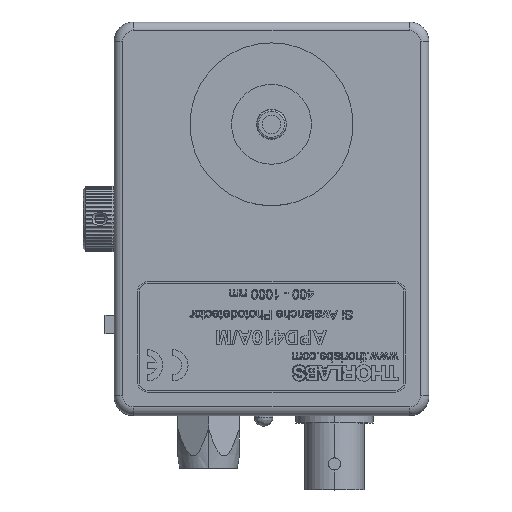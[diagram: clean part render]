
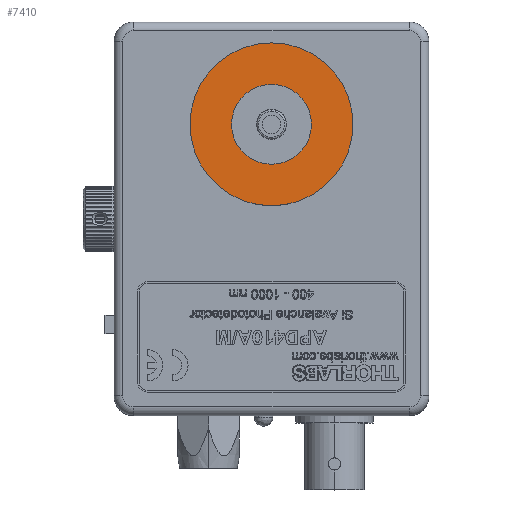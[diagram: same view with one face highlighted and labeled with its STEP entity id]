
A CAD part, top view. The second image highlights one B-rep face of the part: STEP entity #7410.
In plain terms, the highlighted planar face has unit normal (0, 0, 1).
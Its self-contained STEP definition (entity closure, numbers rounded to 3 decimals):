
#151 = CIRCLE ( 'NONE', #35631, 6.439 ) ;
#1318 = EDGE_CURVE ( 'NONE', #42113, #48408, #151, .T. ) ;
#1393 = EDGE_CURVE ( 'NONE', #45204, #18085, #24444, .T. ) ;
#3790 = DIRECTION ( 'NONE',  ( 1., 0., 0. ) ) ;
#6479 = DIRECTION ( 'NONE',  ( 0., 0., 1. ) ) ;
#6925 = DIRECTION ( 'NONE',  ( 0., 0., 1. ) ) ;
#7410 = ADVANCED_FACE ( 'NONE', ( #11582, #45513 ), #16620, .T. ) ;
#10995 = CARTESIAN_POINT ( 'NONE',  ( 25.4, 46.99, 27.432 ) ) ;
#11128 = CARTESIAN_POINT ( 'NONE',  ( 38.544, 46.99, 27.432 ) ) ;
#11582 = FACE_BOUND ( 'NONE', #30253, .T. ) ;
#14437 = DIRECTION ( 'NONE',  ( 0., 0., 1. ) ) ;
#14906 = CIRCLE ( 'NONE', #16249, 13.144 ) ;
#15438 = DIRECTION ( 'NONE',  ( 1., 0., 0. ) ) ;
#16249 = AXIS2_PLACEMENT_3D ( 'NONE', #33433, #6925, #37877 ) ;
#16620 = PLANE ( 'NONE',  #18161 ) ;
#16857 = EDGE_LOOP ( 'NONE', ( #31316, #39453 ) ) ;
#18085 = VERTEX_POINT ( 'NONE', #21507 ) ;
#18161 = AXIS2_PLACEMENT_3D ( 'NONE', #56805, #30286, #3790 ) ;
#20051 = CARTESIAN_POINT ( 'NONE',  ( 31.839, 46.99, 27.432 ) ) ;
#21507 = CARTESIAN_POINT ( 'NONE',  ( 12.256, 46.99, 27.432 ) ) ;
#24444 = CIRCLE ( 'NONE', #25676, 13.144 ) ;
#25676 = AXIS2_PLACEMENT_3D ( 'NONE', #32994, #6479, #37432 ) ;
#30253 = EDGE_LOOP ( 'NONE', ( #41503, #35296 ) ) ;
#30286 = DIRECTION ( 'NONE',  ( 0., 0., 1. ) ) ;
#31316 = ORIENTED_EDGE ( 'NONE', *, *, #44833, .T. ) ;
#32994 = CARTESIAN_POINT ( 'NONE',  ( 25.4, 46.99, 27.432 ) ) ;
#33433 = CARTESIAN_POINT ( 'NONE',  ( 25.4, 46.99, 27.432 ) ) ;
#35296 = ORIENTED_EDGE ( 'NONE', *, *, #37398, .F. ) ;
#35631 = AXIS2_PLACEMENT_3D ( 'NONE', #40940, #14437, #45404 ) ;
#37398 = EDGE_CURVE ( 'NONE', #48408, #42113, #51573, .T. ) ;
#37432 = DIRECTION ( 'NONE',  ( 1., 0., 0. ) ) ;
#37877 = DIRECTION ( 'NONE',  ( 1., 0., 0. ) ) ;
#39453 = ORIENTED_EDGE ( 'NONE', *, *, #1393, .T. ) ;
#40940 = CARTESIAN_POINT ( 'NONE',  ( 25.4, 46.99, 27.432 ) ) ;
#41503 = ORIENTED_EDGE ( 'NONE', *, *, #1318, .F. ) ;
#41949 = DIRECTION ( 'NONE',  ( 0., 0., 1. ) ) ;
#42113 = VERTEX_POINT ( 'NONE', #20051 ) ;
#44833 = EDGE_CURVE ( 'NONE', #18085, #45204, #14906, .T. ) ;
#45164 = AXIS2_PLACEMENT_3D ( 'NONE', #10995, #41949, #15438 ) ;
#45204 = VERTEX_POINT ( 'NONE', #11128 ) ;
#45404 = DIRECTION ( 'NONE',  ( 1., 0., 0. ) ) ;
#45513 = FACE_OUTER_BOUND ( 'NONE', #16857, .T. ) ;
#48408 = VERTEX_POINT ( 'NONE', #49531 ) ;
#49531 = CARTESIAN_POINT ( 'NONE',  ( 18.961, 46.99, 27.432 ) ) ;
#51573 = CIRCLE ( 'NONE', #45164, 6.439 ) ;
#56805 = CARTESIAN_POINT ( 'NONE',  ( 25.4, 46.99, 27.432 ) ) ;
